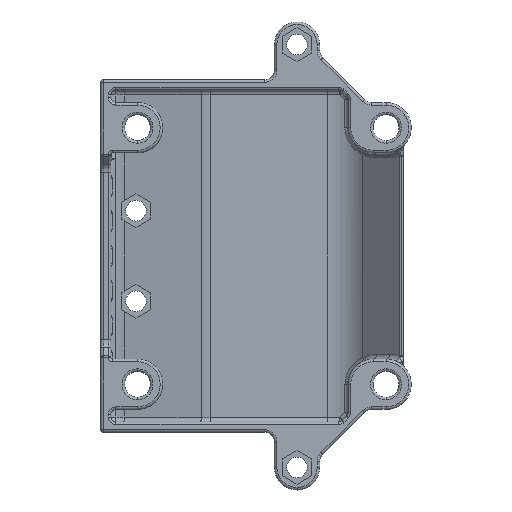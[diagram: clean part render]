
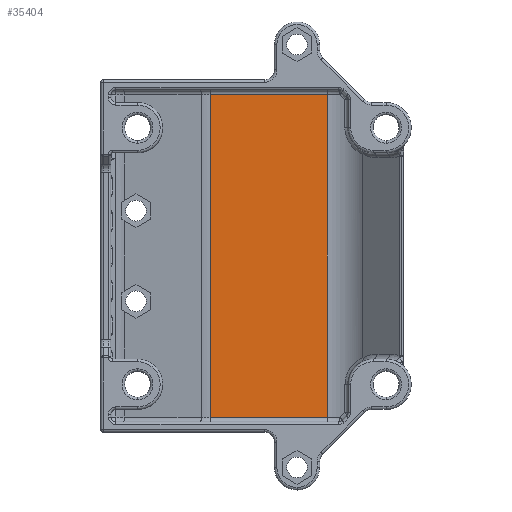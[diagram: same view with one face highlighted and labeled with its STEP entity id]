
A CAD part, left-side view. The second image highlights one B-rep face of the part: STEP entity #35404.
In plain terms, the highlighted planar face has unit normal (-1, 0, 0).
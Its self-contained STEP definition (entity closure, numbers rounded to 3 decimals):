
#389 = VERTEX_POINT ( 'NONE', #34307 ) ;
#596 = LINE ( 'NONE', #16847, #8763 ) ;
#2757 = EDGE_CURVE ( 'NONE', #389, #32497, #22183, .T. ) ;
#5190 = VERTEX_POINT ( 'NONE', #15723 ) ;
#6716 = DIRECTION ( 'NONE',  ( -1., 0., 0. ) ) ;
#7568 = EDGE_CURVE ( 'NONE', #23499, #389, #35735, .T. ) ;
#8763 = VECTOR ( 'NONE', #17030, 1000. ) ;
#11105 = ORIENTED_EDGE ( 'NONE', *, *, #7568, .T. ) ;
#11566 = DIRECTION ( 'NONE',  ( 0., 1., 0. ) ) ;
#11617 = CARTESIAN_POINT ( 'NONE',  ( 13., 18.971, 20.5 ) ) ;
#11915 = EDGE_CURVE ( 'NONE', #32497, #5190, #30312, .T. ) ;
#12190 = DIRECTION ( 'NONE',  ( 0., -1., 0. ) ) ;
#12589 = VECTOR ( 'NONE', #11566, 1000. ) ;
#12821 = CARTESIAN_POINT ( 'NONE',  ( 13., 42.986, -32. ) ) ;
#12933 = ORIENTED_EDGE ( 'NONE', *, *, #2757, .T. ) ;
#15723 = CARTESIAN_POINT ( 'NONE',  ( 13., 42.286, 32. ) ) ;
#16153 = EDGE_CURVE ( 'NONE', #5190, #23499, #596, .T. ) ;
#16847 = CARTESIAN_POINT ( 'NONE',  ( 13., 42.286, 35. ) ) ;
#17030 = DIRECTION ( 'NONE',  ( 0., 0., -1. ) ) ;
#17265 = AXIS2_PLACEMENT_3D ( 'NONE', #31474, #6716, #12190 ) ;
#18843 = ORIENTED_EDGE ( 'NONE', *, *, #16153, .T. ) ;
#19710 = PLANE ( 'NONE',  #17265 ) ;
#19799 = DIRECTION ( 'NONE',  ( 0., 0., 1. ) ) ;
#22183 = LINE ( 'NONE', #11617, #22570 ) ;
#22570 = VECTOR ( 'NONE', #19799, 1000. ) ;
#23480 = FACE_OUTER_BOUND ( 'NONE', #30184, .T. ) ;
#23499 = VERTEX_POINT ( 'NONE', #30651 ) ;
#27555 = CARTESIAN_POINT ( 'NONE',  ( 13., 18.971, 32. ) ) ;
#28112 = ORIENTED_EDGE ( 'NONE', *, *, #11915, .T. ) ;
#30184 = EDGE_LOOP ( 'NONE', ( #12933, #28112, #18843, #11105 ) ) ;
#30312 = LINE ( 'NONE', #33401, #12589 ) ;
#30651 = CARTESIAN_POINT ( 'NONE',  ( 13., 42.286, -32. ) ) ;
#31474 = CARTESIAN_POINT ( 'NONE',  ( 13., 42.986, 35. ) ) ;
#32497 = VERTEX_POINT ( 'NONE', #27555 ) ;
#33401 = CARTESIAN_POINT ( 'NONE',  ( 13., 42.286, 32. ) ) ;
#33545 = VECTOR ( 'NONE', #35016, 1000. ) ;
#34307 = CARTESIAN_POINT ( 'NONE',  ( 13., 18.971, -32. ) ) ;
#35016 = DIRECTION ( 'NONE',  ( 0., -1., 0. ) ) ;
#35404 = ADVANCED_FACE ( 'NONE', ( #23480 ), #19710, .T. ) ;
#35735 = LINE ( 'NONE', #12821, #33545 ) ;
